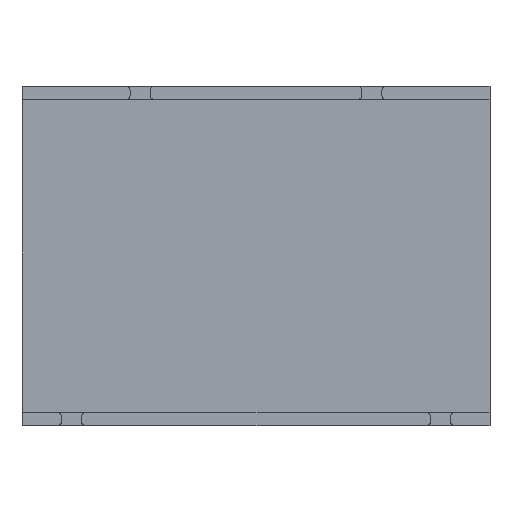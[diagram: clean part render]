
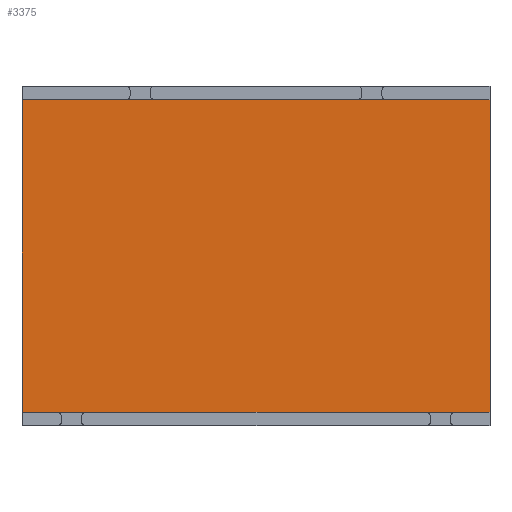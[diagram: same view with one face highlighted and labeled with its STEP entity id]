
A CAD part, top view. The second image highlights one B-rep face of the part: STEP entity #3375.
In plain terms, the highlighted planar face has unit normal (0, 0, 1).
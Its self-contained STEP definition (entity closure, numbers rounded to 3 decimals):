
#221=PLANE('',#3605);
#380=LINE('',#5497,#704);
#393=LINE('',#5523,#717);
#427=LINE('',#5597,#751);
#428=LINE('',#5599,#752);
#704=VECTOR('',#4002,10.);
#717=VECTOR('',#4021,10.);
#751=VECTOR('',#4073,10.);
#752=VECTOR('',#4076,10.);
#981=FACE_OUTER_BOUND('',#1171,.T.);
#1171=EDGE_LOOP('',(#2573,#2574,#2575,#2576));
#1566=VERTEX_POINT('',#5494);
#1567=VERTEX_POINT('',#5496);
#1576=VERTEX_POINT('',#5520);
#1577=VERTEX_POINT('',#5522);
#1934=EDGE_CURVE('',#1567,#1566,#380,.T.);
#1947=EDGE_CURVE('',#1577,#1576,#393,.T.);
#1985=EDGE_CURVE('',#1577,#1566,#427,.T.);
#1986=EDGE_CURVE('',#1567,#1576,#428,.T.);
#2573=ORIENTED_EDGE('',*,*,#1934,.T.);
#2574=ORIENTED_EDGE('',*,*,#1985,.F.);
#2575=ORIENTED_EDGE('',*,*,#1947,.T.);
#2576=ORIENTED_EDGE('',*,*,#1986,.F.);
#3375=ADVANCED_FACE('',(#981),#221,.F.);
#3605=AXIS2_PLACEMENT_3D('',#5615,#4085,#4086);
#4002=DIRECTION('',(0.,1.,0.));
#4021=DIRECTION('',(0.,-1.,0.));
#4073=DIRECTION('',(1.,0.,0.));
#4076=DIRECTION('',(-1.,0.,0.));
#4085=DIRECTION('center_axis',(0.,0.,-1.));
#4086=DIRECTION('ref_axis',(-1.,0.,0.));
#5494=CARTESIAN_POINT('',(181.557,0.5,-8.));
#5496=CARTESIAN_POINT('',(181.557,-76.7,-8.));
#5497=CARTESIAN_POINT('',(181.557,-16.29,-8.));
#5520=CARTESIAN_POINT('',(66.093,-76.7,-8.));
#5522=CARTESIAN_POINT('',(66.093,0.5,-8.));
#5523=CARTESIAN_POINT('',(66.093,-17.035,-8.));
#5597=CARTESIAN_POINT('',(248.15,0.5,-8.));
#5599=CARTESIAN_POINT('',(-0.5,-76.7,-8.));
#5615=CARTESIAN_POINT('Origin',(123.825,-38.1,-8.));
